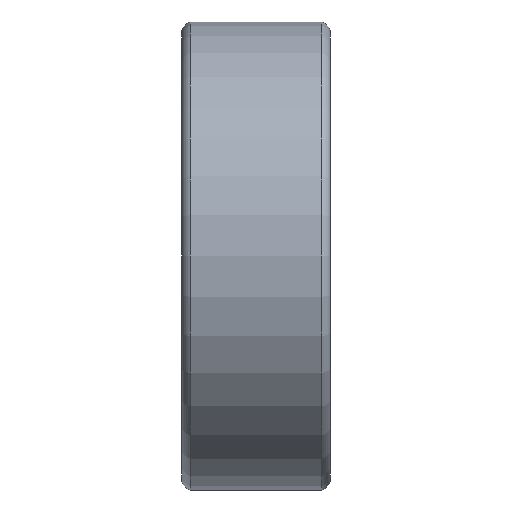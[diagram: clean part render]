
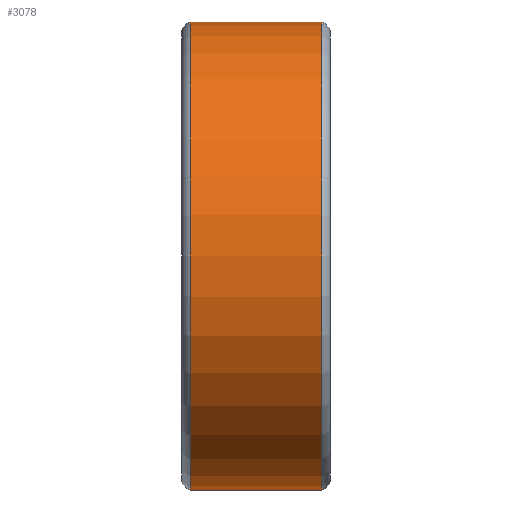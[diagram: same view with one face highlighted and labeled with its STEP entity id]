
A CAD part, left-side view. The second image highlights one B-rep face of the part: STEP entity #3078.
In plain terms, the highlighted cylindrical face has radius 11 mm (diameter 22 mm), a partial arc.
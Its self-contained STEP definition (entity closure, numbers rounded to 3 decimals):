
#3 = CARTESIAN_POINT ( 'NONE',  ( 0., 7., 0. ) ) ;
#13 = EDGE_CURVE ( 'NONE', #1888, #2063, #2088, .T. ) ;
#107 = DIRECTION ( 'NONE',  ( 0., 0., 1. ) ) ;
#159 = DIRECTION ( 'NONE',  ( 0., -1., 0. ) ) ;
#172 = CARTESIAN_POINT ( 'NONE',  ( 0., 6.6, 11. ) ) ;
#227 = AXIS2_PLACEMENT_3D ( 'NONE', #3, #2159, #2895 ) ;
#279 = CARTESIAN_POINT ( 'NONE',  ( 0., 6.6, 0. ) ) ;
#313 = CARTESIAN_POINT ( 'NONE',  ( 0., 0.4, 0. ) ) ;
#358 = CARTESIAN_POINT ( 'NONE',  ( 0., 0.4, 11. ) ) ;
#383 = CARTESIAN_POINT ( 'NONE',  ( 0., 7., 11. ) ) ;
#469 = EDGE_CURVE ( 'NONE', #1888, #1794, #1041, .T. ) ;
#721 = VERTEX_POINT ( 'NONE', #358 ) ;
#973 = VECTOR ( 'NONE', #159, 1000. ) ;
#1030 = DIRECTION ( 'NONE',  ( 0., 1., 0. ) ) ;
#1041 = LINE ( 'NONE', #1106, #1200 ) ;
#1106 = CARTESIAN_POINT ( 'NONE',  ( 0., 7., -11. ) ) ;
#1200 = VECTOR ( 'NONE', #3061, 1000. ) ;
#1221 = ORIENTED_EDGE ( 'NONE', *, *, #2154, .F. ) ;
#1302 = CIRCLE ( 'NONE', #3125, 11. ) ;
#1304 = FACE_OUTER_BOUND ( 'NONE', #2743, .T. ) ;
#1345 = CYLINDRICAL_SURFACE ( 'NONE', #227, 11. ) ;
#1552 = CARTESIAN_POINT ( 'NONE',  ( 0., 0.4, -11. ) ) ;
#1617 = EDGE_CURVE ( 'NONE', #1794, #721, #1302, .T. ) ;
#1794 = VERTEX_POINT ( 'NONE', #1552 ) ;
#1888 = VERTEX_POINT ( 'NONE', #2750 ) ;
#2063 = VERTEX_POINT ( 'NONE', #172 ) ;
#2081 = LINE ( 'NONE', #383, #973 ) ;
#2088 = CIRCLE ( 'NONE', #3137, 11. ) ;
#2154 = EDGE_CURVE ( 'NONE', #2063, #721, #2081, .T. ) ;
#2159 = DIRECTION ( 'NONE',  ( 0., -1., 0. ) ) ;
#2427 = DIRECTION ( 'NONE',  ( 0., 0., 1. ) ) ;
#2536 = ORIENTED_EDGE ( 'NONE', *, *, #1617, .T. ) ;
#2578 = ORIENTED_EDGE ( 'NONE', *, *, #469, .T. ) ;
#2665 = DIRECTION ( 'NONE',  ( 0., 1., 0. ) ) ;
#2743 = EDGE_LOOP ( 'NONE', ( #1221, #3053, #2578, #2536 ) ) ;
#2750 = CARTESIAN_POINT ( 'NONE',  ( 0., 6.6, -11. ) ) ;
#2895 = DIRECTION ( 'NONE',  ( 0., 0., -1. ) ) ;
#3053 = ORIENTED_EDGE ( 'NONE', *, *, #13, .F. ) ;
#3061 = DIRECTION ( 'NONE',  ( 0., -1., 0. ) ) ;
#3078 = ADVANCED_FACE ( 'NONE', ( #1304 ), #1345, .T. ) ;
#3125 = AXIS2_PLACEMENT_3D ( 'NONE', #313, #1030, #107 ) ;
#3137 = AXIS2_PLACEMENT_3D ( 'NONE', #279, #2665, #2427 ) ;
